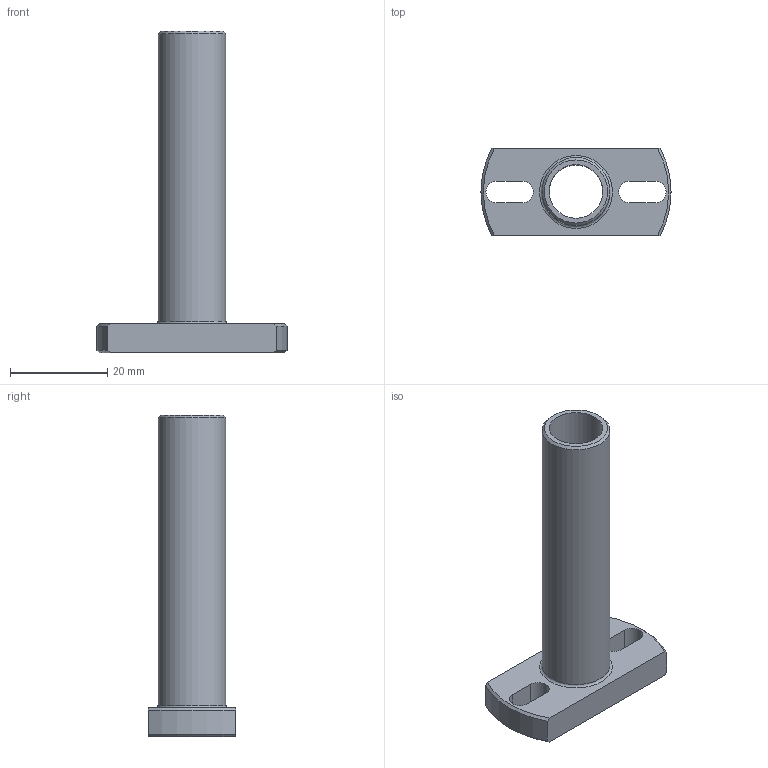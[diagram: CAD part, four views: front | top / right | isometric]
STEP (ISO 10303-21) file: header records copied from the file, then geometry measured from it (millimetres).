
FILE_DESCRIPTION((''),'2;1');
FILE_NAME('GR06.051-01.stp','2014-03-05T16:40:54',('HSchanz'),(''),'Autodesk Inventor 2012','Autodesk Inventor 2012','');
FILE_SCHEMA(('AUTOMOTIVE_DESIGN { 1 0 10303 214 1 1 1 1 }'));
Length unit declared in the file: millimetre
Products named in the file (1): GR06
Bounding box: 39 x 18 x 66 mm (x, y, z)
Volume: 6468.9 mm3; surface area: 6804.4 mm2
Topology: 1 solids, 1 shells, 23 faces, 59 edges, 39 vertices
Faces by surface type: plane 9, cylinder 8, cone 5, torus 1
Full cylindrical faces by diameter (mm): 11 x1, 13.95 x1
Entity records: 708 total; most frequent: CARTESIAN_POINT 132, DIRECTION 116, ORIENTED_EDGE 108, EDGE_CURVE 54, AXIS2_PLACEMENT_3D 46, VERTEX_POINT 38, EDGE_LOOP 34, VECTOR 24
